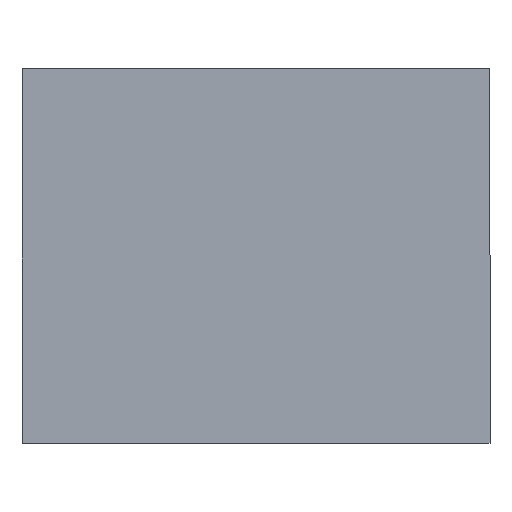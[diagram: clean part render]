
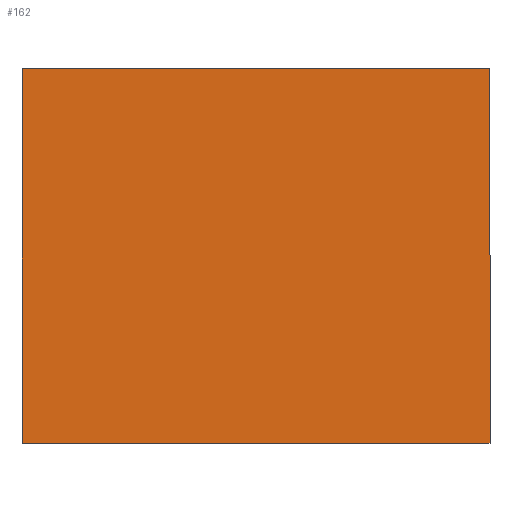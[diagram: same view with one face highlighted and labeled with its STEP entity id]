
A CAD part, top view. The second image highlights one B-rep face of the part: STEP entity #162.
In plain terms, the highlighted planar face has unit normal (0, 0, 1).
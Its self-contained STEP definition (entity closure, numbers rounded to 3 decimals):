
#12 = CARTESIAN_POINT ( 'NONE',  ( -127., -101.55, 1. ) ) ;
#17 = VECTOR ( 'NONE', #68, 1000. ) ;
#21 = PLANE ( 'NONE',  #64 ) ;
#24 = DIRECTION ( 'NONE',  ( 0., -1., 0. ) ) ;
#26 = DIRECTION ( 'NONE',  ( 1., 0., 0. ) ) ;
#27 = EDGE_CURVE ( 'NONE', #183, #197, #99, .T. ) ;
#41 = VERTEX_POINT ( 'NONE', #12 ) ;
#54 = VECTOR ( 'NONE', #26, 1000. ) ;
#60 = CARTESIAN_POINT ( 'NONE',  ( -127., 101.55, 1. ) ) ;
#61 = CARTESIAN_POINT ( 'NONE',  ( 127., 101.55, 1. ) ) ;
#64 = AXIS2_PLACEMENT_3D ( 'NONE', #203, #168, #155 ) ;
#67 = CARTESIAN_POINT ( 'NONE',  ( 127., 101.55, 1. ) ) ;
#68 = DIRECTION ( 'NONE',  ( 0., 1., 0. ) ) ;
#72 = DIRECTION ( 'NONE',  ( -1., 0., 0. ) ) ;
#75 = EDGE_CURVE ( 'NONE', #41, #183, #172, .T. ) ;
#76 = ORIENTED_EDGE ( 'NONE', *, *, #216, .T. ) ;
#87 = CARTESIAN_POINT ( 'NONE',  ( 127., -101.55, 1. ) ) ;
#99 = LINE ( 'NONE', #67, #17 ) ;
#105 = EDGE_LOOP ( 'NONE', ( #177, #113, #149, #76 ) ) ;
#113 = ORIENTED_EDGE ( 'NONE', *, *, #75, .T. ) ;
#123 = VERTEX_POINT ( 'NONE', #134 ) ;
#134 = CARTESIAN_POINT ( 'NONE',  ( -127., 101.55, 1. ) ) ;
#149 = ORIENTED_EDGE ( 'NONE', *, *, #27, .T. ) ;
#155 = DIRECTION ( 'NONE',  ( 1., 0., 0. ) ) ;
#162 = ADVANCED_FACE ( 'NONE', ( #215 ), #21, .T. ) ;
#166 = CARTESIAN_POINT ( 'NONE',  ( -127., -101.55, 1. ) ) ;
#168 = DIRECTION ( 'NONE',  ( 0., 0., 1. ) ) ;
#171 = VECTOR ( 'NONE', #24, 1000. ) ;
#172 = LINE ( 'NONE', #166, #54 ) ;
#177 = ORIENTED_EDGE ( 'NONE', *, *, #189, .T. ) ;
#183 = VERTEX_POINT ( 'NONE', #87 ) ;
#184 = LINE ( 'NONE', #204, #171 ) ;
#186 = VECTOR ( 'NONE', #72, 1000. ) ;
#188 = LINE ( 'NONE', #60, #186 ) ;
#189 = EDGE_CURVE ( 'NONE', #123, #41, #184, .T. ) ;
#197 = VERTEX_POINT ( 'NONE', #61 ) ;
#203 = CARTESIAN_POINT ( 'NONE',  ( 0., 0., 1. ) ) ;
#204 = CARTESIAN_POINT ( 'NONE',  ( -127., 101.55, 1. ) ) ;
#215 = FACE_OUTER_BOUND ( 'NONE', #105, .T. ) ;
#216 = EDGE_CURVE ( 'NONE', #197, #123, #188, .T. ) ;
